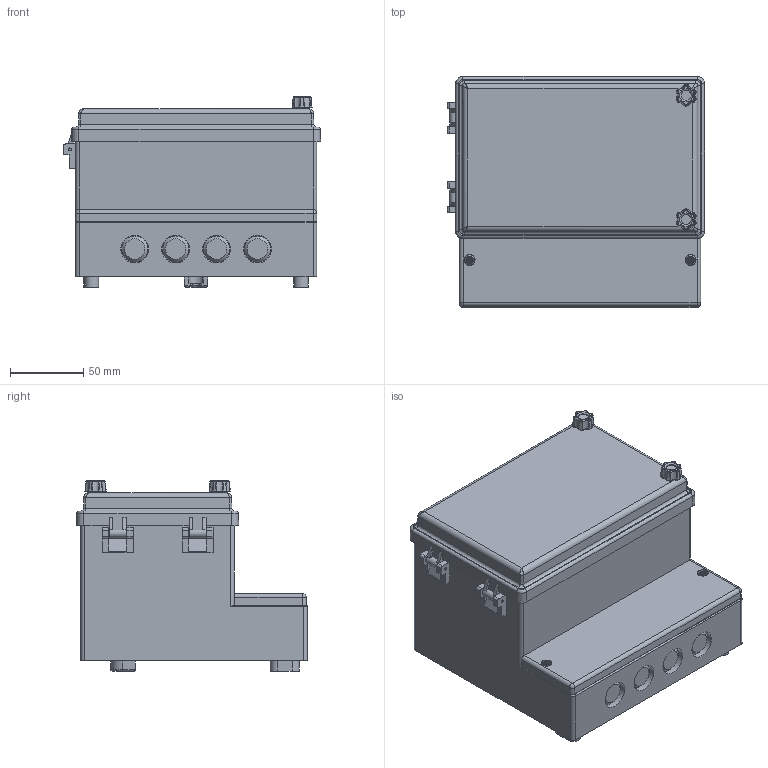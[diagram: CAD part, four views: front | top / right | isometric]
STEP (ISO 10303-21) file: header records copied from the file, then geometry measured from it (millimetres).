
FILE_DESCRIPTION(/* description */ (''),/* implementation_level */ '2;1');
FILE_NAME(/* name */ '0701100800 - MBRCA 17 K.stp',/* time_stamp */ '2017-02-10T13:08:53+01:00',/* author */ ('robin.rentz'),/* organization */ (''),/* preprocessor_version */ 'ST-DEVELOPER v16.5',/* originating_system */ 'Autodesk Inventor 2017',/* authorisation */ '');
FILE_SCHEMA (('AUTOMOTIVE_DESIGN { 1 0 10303 214 3 1 1 }'));
Length unit declared in the file: millimetre
Products named in the file (12): 0701100800 - MBRCA 17 K; 0701100701-UT_MBRCA 17; 0701100605-Klemmraumabdeckung MBRCA 16-17-16K-17K; 1900000000; Einpressmutter M4x9,5 mm Dodge; 1990000243 Schrauben A2 BM4x10_6; Gelenk für Scharnier; ISO 8743 - 2x20 - St; 0791100601-Klarsichtdeckel MBRCA 16-17 K ; 1990000056 Distanzbolzen M3 x 10_5 SW5; 1990000016 Hutschraube M3; 0715100106 Rändelschraube M3 x 20_15 MBRCA 13-31 K grau
Assembly tree (27 placements, depth 2):
  0701100800 - MBRCA 17 K
    0701100701-UT_MBRCA 17
    0701100605-Klemmraumabdeckung MBRCA 16-17-16K-17K
    1900000000  x10
    Einpressmutter M4x9,5 mm Dodge  x2
    1990000243 Schrauben A2 BM4x10_6  x2
    Gelenk für Scharnier  x2
    ISO 8743 - 2x20 - St  x2
    0791100601-Klarsichtdeckel MBRCA 16-17 K 
    1990000056 Distanzbolzen M3 x 10_5 SW5  x2
    1990000016 Hutschraube M3  x2
    0715100106 Rändelschraube M3 x 20_15 MBRCA 13-31 K grau  x2
Bounding box: 176.15 x 158 x 130.1 mm (x, y, z)
Volume: 433740.7 mm3; surface area: 297717.3 mm2
Topology: 27 solids, 27 shells, 1603 faces, 4124 edges, 2496 vertices
Faces by surface type: plane 743, cylinder 373, bspline 180, cone 137, torus 136, sphere 34
Full cylindrical faces by diameter (mm): 2 x14, 2.3 x2, 2.459 x12, 3 x6, 3.242 x2, 3.3 x2, 3.6 x2, 4 x22, 5.4 x2, 5.5 x2, 5.6 x2, 6.6 x4, 6.8 x2, 7 x2, 7.4 x2, 19 x7
Entity records: 31113 total; most frequent: CARTESIAN_POINT 8025, DIRECTION 4773, ORIENTED_EDGE 4578, EDGE_CURVE 2289, AXIS2_PLACEMENT_3D 1747, VERTEX_POINT 1471, LINE 1279, VECTOR 1279
